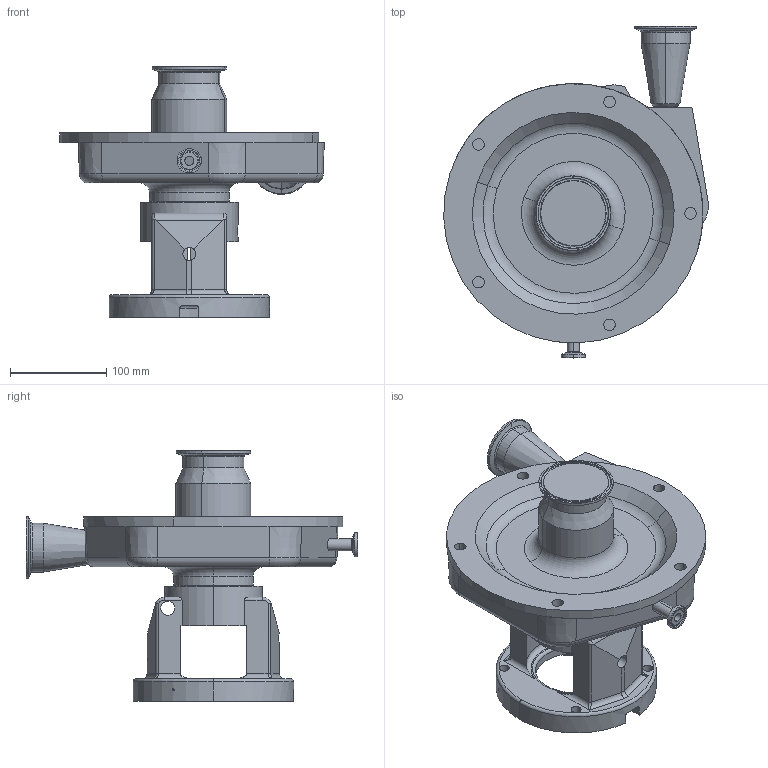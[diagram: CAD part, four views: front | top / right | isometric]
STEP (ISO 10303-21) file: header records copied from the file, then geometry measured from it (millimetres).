
FILE_DESCRIPTION (( 'STEP AP214' ), '1' );
FILE_NAME ('FPX 741-742 140TC VERT 1-2 In STRAIGHT DRAIN.STEP', '2022-12-16T17:56:41', ( '' ), ( '' ), 'SwSTEP 2.0', 'SolidWorks 2021', '' );
FILE_SCHEMA (( 'AUTOMOTIVE_DESIGN' ));
Length unit declared in the file: millimetre
Products named in the file (2): FPX 741-742 140TC VERT 1-2 In STRAIGHT DRAIN; FPX 740 140TC VERT 1-2 In STRAIGHT DRAIN^1275000079.STEP
Assembly tree (1 placements, depth 2):
  FPX 741-742 140TC VERT 1-2 In STRAIGHT DRAIN
    FPX 740 140TC VERT 1-2 In STRAIGHT DRAIN^1275000079.STEP
Bounding box: 275.45 x 345.5 x 261 mm (x, y, z)
Volume: 3450294.2 mm3; surface area: 416427.5 mm2
Topology: 1 solids, 2 shells, 356 faces, 865 edges, 518 vertices
Faces by surface type: cylinder 144, torus 84, plane 72, cone 48, bspline 7, sphere 1
Entity records: 15059 total; most frequent: CARTESIAN_POINT 6510, DIRECTION 1937, ORIENTED_EDGE 1714, EDGE_CURVE 857, AXIS2_PLACEMENT_3D 808, VERTEX_POINT 518, CIRCLE 455, EDGE_LOOP 393
